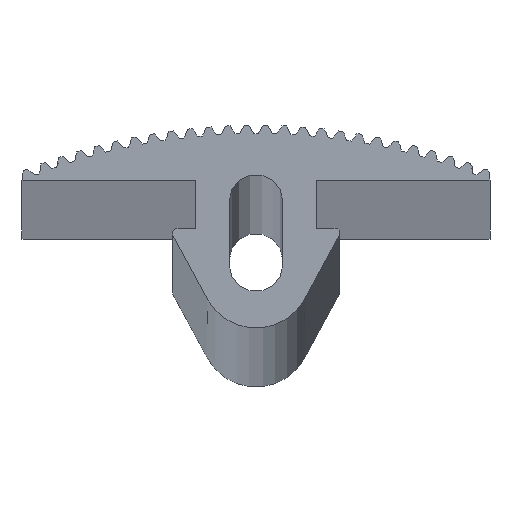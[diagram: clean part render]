
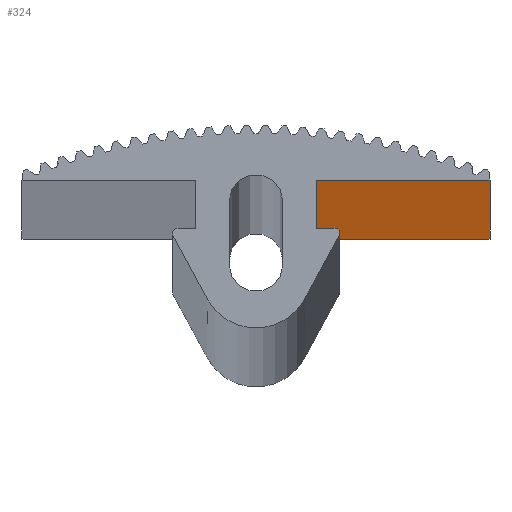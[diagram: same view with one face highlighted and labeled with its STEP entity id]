
A CAD part, top view. The second image highlights one B-rep face of the part: STEP entity #324.
In plain terms, the highlighted planar face has unit normal (0, -1, 0).
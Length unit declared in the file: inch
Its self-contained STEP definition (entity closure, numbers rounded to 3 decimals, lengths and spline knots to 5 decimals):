
#35 = AXIS2_PLACEMENT_3D ( 'NONE', #181, #1483, #945 ) ;
#39 = CARTESIAN_POINT ( 'NONE',  ( 0.12795, 0.09843, 36. ) ) ;
#69 = CARTESIAN_POINT ( 'NONE',  ( 0.12795, 0.09843, -36. ) ) ;
#101 = LINE ( 'NONE', #39, #1406 ) ;
#181 = CARTESIAN_POINT ( 'NONE',  ( 0.12795, 0.09843, -36. ) ) ;
#253 = CARTESIAN_POINT ( 'NONE',  ( 0.12795, 0.09843, 36. ) ) ;
#324 = ADVANCED_FACE ( 'NONE', ( #1294 ), #1461, .T. ) ;
#557 = EDGE_CURVE ( 'NONE', #1217, #2191, #2078, .T. ) ;
#582 = EDGE_LOOP ( 'NONE', ( #2046, #2350, #2554, #2052 ) ) ;
#606 = DIRECTION ( 'NONE',  ( 1., 0., 0. ) ) ;
#635 = LINE ( 'NONE', #69, #1041 ) ;
#747 = EDGE_CURVE ( 'NONE', #1217, #2761, #635, .T. ) ;
#945 = DIRECTION ( 'NONE',  ( 1., 0., 0. ) ) ;
#985 = LINE ( 'NONE', #2800, #1028 ) ;
#1028 = VECTOR ( 'NONE', #3050, 39.37008 ) ;
#1041 = VECTOR ( 'NONE', #1916, 39.37008 ) ;
#1049 = CARTESIAN_POINT ( 'NONE',  ( 0.49841, 0.09843, -36. ) ) ;
#1162 = VECTOR ( 'NONE', #2393, 39.37008 ) ;
#1217 = VERTEX_POINT ( 'NONE', #1874 ) ;
#1294 = FACE_OUTER_BOUND ( 'NONE', #582, .T. ) ;
#1406 = VECTOR ( 'NONE', #606, 39.37008 ) ;
#1440 = VERTEX_POINT ( 'NONE', #1475 ) ;
#1461 = PLANE ( 'NONE',  #35 ) ;
#1475 = CARTESIAN_POINT ( 'NONE',  ( 0.49841, 0.09843, 36. ) ) ;
#1483 = DIRECTION ( 'NONE',  ( 0., -1., 0. ) ) ;
#1874 = CARTESIAN_POINT ( 'NONE',  ( 0.12795, 0.09843, -36. ) ) ;
#1916 = DIRECTION ( 'NONE',  ( 1., 0., 0. ) ) ;
#2046 = ORIENTED_EDGE ( 'NONE', *, *, #3146, .F. ) ;
#2052 = ORIENTED_EDGE ( 'NONE', *, *, #747, .T. ) ;
#2078 = LINE ( 'NONE', #2357, #1162 ) ;
#2191 = VERTEX_POINT ( 'NONE', #253 ) ;
#2350 = ORIENTED_EDGE ( 'NONE', *, *, #2815, .F. ) ;
#2357 = CARTESIAN_POINT ( 'NONE',  ( 0.12795, 0.09843, -36. ) ) ;
#2393 = DIRECTION ( 'NONE',  ( 0., 0., 1. ) ) ;
#2554 = ORIENTED_EDGE ( 'NONE', *, *, #557, .F. ) ;
#2761 = VERTEX_POINT ( 'NONE', #1049 ) ;
#2800 = CARTESIAN_POINT ( 'NONE',  ( 0.49841, 0.09843, -36. ) ) ;
#2815 = EDGE_CURVE ( 'NONE', #2191, #1440, #101, .T. ) ;
#3050 = DIRECTION ( 'NONE',  ( 0., 0., -1. ) ) ;
#3146 = EDGE_CURVE ( 'NONE', #1440, #2761, #985, .T. ) ;
